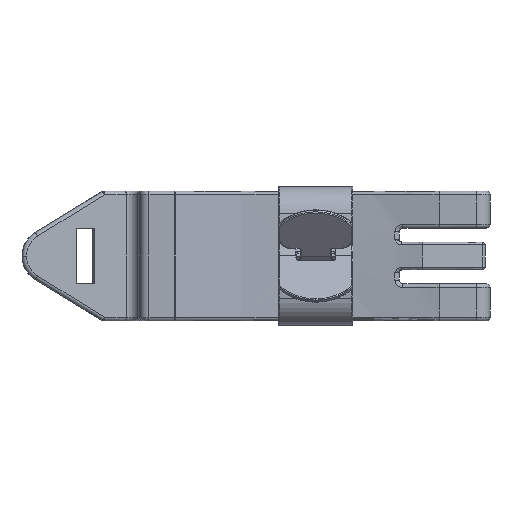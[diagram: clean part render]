
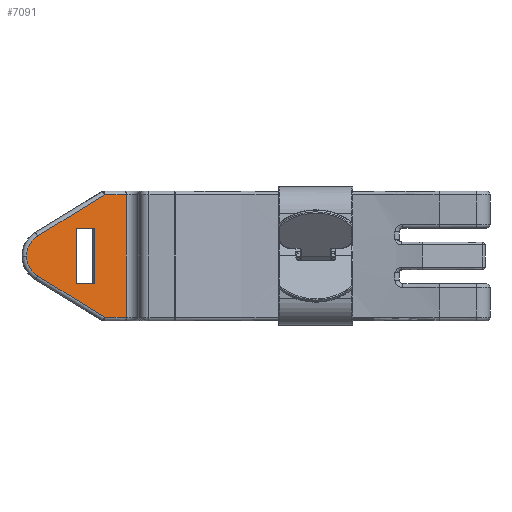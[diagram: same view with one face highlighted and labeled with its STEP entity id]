
A CAD part, front view. The second image highlights one B-rep face of the part: STEP entity #7091.
In plain terms, the highlighted planar face has unit normal (0.257, -0.966, 0).
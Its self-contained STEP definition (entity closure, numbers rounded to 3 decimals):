
#30 = ORIENTED_EDGE ( 'NONE', *, *, #2182, .T. ) ;
#44 = ORIENTED_EDGE ( 'NONE', *, *, #7626, .T. ) ;
#522 = EDGE_LOOP ( 'NONE', ( #9096, #9541, #44, #7941 ) ) ;
#672 = CARTESIAN_POINT ( 'NONE',  ( -21.297, 4.844, 13.6 ) ) ;
#869 = CARTESIAN_POINT ( 'NONE',  ( -18.957, 5.466, 14. ) ) ;
#950 = LINE ( 'NONE', #869, #1357 ) ;
#1102 = EDGE_CURVE ( 'NONE', #7660, #4767, #8183, .T. ) ;
#1357 = VECTOR ( 'NONE', #10232, 1000. ) ;
#1363 = LINE ( 'NONE', #5712, #5935 ) ;
#1453 = VECTOR ( 'NONE', #7072, 1000. ) ;
#1803 = DIRECTION ( 'NONE',  ( 0.257, -0.966, 0. ) ) ;
#1846 = FACE_BOUND ( 'NONE', #522, .T. ) ;
#1918 = CARTESIAN_POINT ( 'NONE',  ( -18.957, 5.466, 14. ) ) ;
#1970 = EDGE_CURVE ( 'NONE', #6962, #7698, #8132, .T. ) ;
#1972 = DIRECTION ( 'NONE',  ( 0.831, 0.221, -0.511 ) ) ;
#2011 = ORIENTED_EDGE ( 'NONE', *, *, #5493, .T. ) ;
#2066 = PLANE ( 'NONE',  #2846 ) ;
#2182 = EDGE_CURVE ( 'NONE', #9569, #11577, #3305, .T. ) ;
#2375 = CARTESIAN_POINT ( 'NONE',  ( -28.528, 2.919, 9.156 ) ) ;
#2417 = DIRECTION ( 'NONE',  ( 0., 0., 1. ) ) ;
#2824 = VERTEX_POINT ( 'NONE', #11239 ) ;
#2846 = AXIS2_PLACEMENT_3D ( 'NONE', #1918, #6580, #4355 ) ;
#3092 = CARTESIAN_POINT ( 'NONE',  ( -21.297, 4.844, 0.4 ) ) ;
#3305 = CIRCLE ( 'NONE', #6243, 2.508 ) ;
#3344 = EDGE_CURVE ( 'NONE', #11397, #11705, #3516, .T. ) ;
#3421 = CARTESIAN_POINT ( 'NONE',  ( -21.274, 4.85, 0.386 ) ) ;
#3482 = CARTESIAN_POINT ( 'NONE',  ( -18.957, 5.466, 13.6 ) ) ;
#3516 = LINE ( 'NONE', #3672, #13841 ) ;
#3672 = CARTESIAN_POINT ( 'NONE',  ( -18.957, 5.466, 0.4 ) ) ;
#4103 = EDGE_CURVE ( 'NONE', #4767, #9569, #14966, .T. ) ;
#4145 = ORIENTED_EDGE ( 'NONE', *, *, #3344, .T. ) ;
#4326 = VECTOR ( 'NONE', #2417, 1000. ) ;
#4355 = DIRECTION ( 'NONE',  ( -0.966, -0.257, 0. ) ) ;
#4587 = EDGE_CURVE ( 'NONE', #11577, #10184, #6708, .T. ) ;
#4767 = VERTEX_POINT ( 'NONE', #672 ) ;
#4987 = LINE ( 'NONE', #9631, #14967 ) ;
#5097 = EDGE_CURVE ( 'NONE', #7660, #11705, #950, .T. ) ;
#5493 = EDGE_CURVE ( 'NONE', #10184, #11397, #10128, .T. ) ;
#5703 = CARTESIAN_POINT ( 'NONE',  ( -24.302, 4.044, 4. ) ) ;
#5712 = CARTESIAN_POINT ( 'NONE',  ( -22.369, 4.558, 14. ) ) ;
#5935 = VECTOR ( 'NONE', #10347, 1000. ) ;
#6211 = CARTESIAN_POINT ( 'NONE',  ( -22.369, 4.558, 4. ) ) ;
#6243 = AXIS2_PLACEMENT_3D ( 'NONE', #13193, #7310, #8587 ) ;
#6580 = DIRECTION ( 'NONE',  ( -0.257, 0.966, 0. ) ) ;
#6652 = EDGE_LOOP ( 'NONE', ( #2011, #4145, #13551, #8831, #8509, #30, #13906 ) ) ;
#6708 = CIRCLE ( 'NONE', #10111, 2.508 ) ;
#6852 = CARTESIAN_POINT ( 'NONE',  ( -22.369, 4.558, 10. ) ) ;
#6962 = VERTEX_POINT ( 'NONE', #6211 ) ;
#7041 = DIRECTION ( 'NONE',  ( -0.831, -0.221, -0.511 ) ) ;
#7072 = DIRECTION ( 'NONE',  ( -0.966, -0.257, 0. ) ) ;
#7091 = ADVANCED_FACE ( 'NONE', ( #1846, #11418 ), #2066, .F. ) ;
#7310 = DIRECTION ( 'NONE',  ( 0.257, -0.966, 0. ) ) ;
#7354 = DIRECTION ( 'NONE',  ( -0.966, -0.257, 0. ) ) ;
#7626 = EDGE_CURVE ( 'NONE', #2824, #12806, #4987, .T. ) ;
#7658 = EDGE_CURVE ( 'NONE', #7698, #2824, #10490, .T. ) ;
#7660 = VERTEX_POINT ( 'NONE', #3482 ) ;
#7698 = VERTEX_POINT ( 'NONE', #5703 ) ;
#7854 = CARTESIAN_POINT ( 'NONE',  ( -18.957, 5.466, 0.4 ) ) ;
#7941 = ORIENTED_EDGE ( 'NONE', *, *, #9703, .T. ) ;
#8132 = LINE ( 'NONE', #12748, #1453 ) ;
#8183 = LINE ( 'NONE', #8263, #14900 ) ;
#8263 = CARTESIAN_POINT ( 'NONE',  ( -21.323, 4.836, 13.6 ) ) ;
#8509 = ORIENTED_EDGE ( 'NONE', *, *, #4103, .T. ) ;
#8587 = DIRECTION ( 'NONE',  ( -0.966, -0.257, 0. ) ) ;
#8649 = VECTOR ( 'NONE', #7041, 1000. ) ;
#8831 = ORIENTED_EDGE ( 'NONE', *, *, #1102, .T. ) ;
#9096 = ORIENTED_EDGE ( 'NONE', *, *, #1970, .T. ) ;
#9129 = CARTESIAN_POINT ( 'NONE',  ( -28.528, 2.919, 9.156 ) ) ;
#9382 = DIRECTION ( 'NONE',  ( 0.966, 0.257, 0. ) ) ;
#9541 = ORIENTED_EDGE ( 'NONE', *, *, #7658, .T. ) ;
#9569 = VERTEX_POINT ( 'NONE', #9129 ) ;
#9631 = CARTESIAN_POINT ( 'NONE',  ( -18.957, 5.466, 10. ) ) ;
#9703 = EDGE_CURVE ( 'NONE', #12806, #6962, #1363, .T. ) ;
#10111 = AXIS2_PLACEMENT_3D ( 'NONE', #13070, #1803, #10949 ) ;
#10128 = LINE ( 'NONE', #3421, #12476 ) ;
#10184 = VERTEX_POINT ( 'NONE', #13330 ) ;
#10232 = DIRECTION ( 'NONE',  ( 0., 0., -1. ) ) ;
#10347 = DIRECTION ( 'NONE',  ( 0., 0., -1. ) ) ;
#10490 = LINE ( 'NONE', #12841, #4326 ) ;
#10949 = DIRECTION ( 'NONE',  ( -0.966, -0.257, 0. ) ) ;
#11239 = CARTESIAN_POINT ( 'NONE',  ( -24.302, 4.044, 10. ) ) ;
#11397 = VERTEX_POINT ( 'NONE', #3092 ) ;
#11418 = FACE_OUTER_BOUND ( 'NONE', #6652, .T. ) ;
#11577 = VERTEX_POINT ( 'NONE', #12664 ) ;
#11705 = VERTEX_POINT ( 'NONE', #7854 ) ;
#12476 = VECTOR ( 'NONE', #1972, 1000. ) ;
#12664 = CARTESIAN_POINT ( 'NONE',  ( -29.713, 2.603, 7. ) ) ;
#12748 = CARTESIAN_POINT ( 'NONE',  ( -18.957, 5.466, 4. ) ) ;
#12806 = VERTEX_POINT ( 'NONE', #6852 ) ;
#12841 = CARTESIAN_POINT ( 'NONE',  ( -24.302, 4.044, 14. ) ) ;
#13070 = CARTESIAN_POINT ( 'NONE',  ( -27.29, 3.248, 7. ) ) ;
#13193 = CARTESIAN_POINT ( 'NONE',  ( -27.29, 3.248, 7. ) ) ;
#13330 = CARTESIAN_POINT ( 'NONE',  ( -28.528, 2.919, 4.844 ) ) ;
#13551 = ORIENTED_EDGE ( 'NONE', *, *, #5097, .F. ) ;
#13841 = VECTOR ( 'NONE', #9382, 1000. ) ;
#13906 = ORIENTED_EDGE ( 'NONE', *, *, #4587, .T. ) ;
#14900 = VECTOR ( 'NONE', #7354, 1000. ) ;
#14934 = DIRECTION ( 'NONE',  ( 0.966, 0.257, 0. ) ) ;
#14966 = LINE ( 'NONE', #2375, #8649 ) ;
#14967 = VECTOR ( 'NONE', #14934, 1000. ) ;
